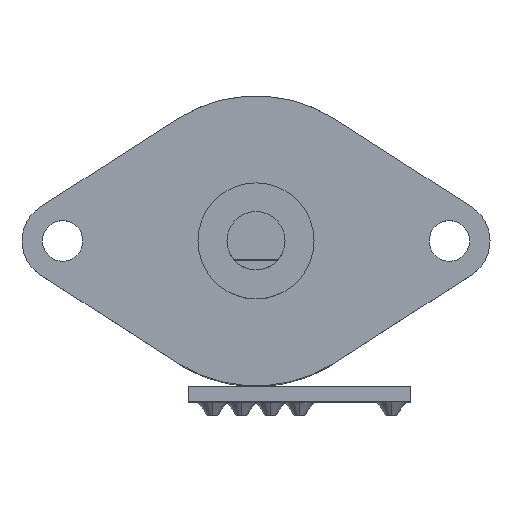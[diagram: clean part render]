
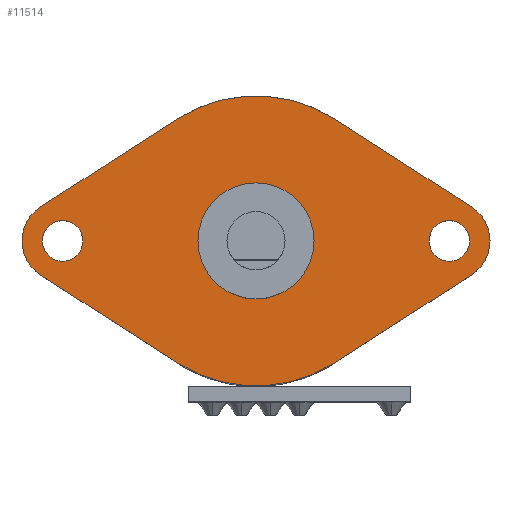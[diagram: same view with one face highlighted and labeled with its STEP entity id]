
A CAD part, top view. The second image highlights one B-rep face of the part: STEP entity #11514.
In plain terms, the highlighted planar face has unit normal (0, 0, 1).
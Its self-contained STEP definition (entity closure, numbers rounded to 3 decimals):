
#98 = EDGE_LOOP ( 'NONE', ( #362, #5009 ) ) ;
#105 = FACE_BOUND ( 'NONE', #928, .T. ) ;
#146 = CARTESIAN_POINT ( 'NONE',  ( -4.05, -6.312, 24. ) ) ;
#211 = DIRECTION ( 'NONE',  ( 1., 0., 0. ) ) ;
#313 = FACE_OUTER_BOUND ( 'NONE', #12476, .T. ) ;
#362 = ORIENTED_EDGE ( 'NONE', *, *, #7554, .F. ) ;
#406 = CARTESIAN_POINT ( 'NONE',  ( 11.134, -1.767, 24. ) ) ;
#420 = CARTESIAN_POINT ( 'NONE',  ( 10., 0., 24. ) ) ;
#500 = VERTEX_POINT ( 'NONE', #2944 ) ;
#558 = EDGE_CURVE ( 'NONE', #11909, #815, #8883, .T. ) ;
#815 = VERTEX_POINT ( 'NONE', #4011 ) ;
#928 = EDGE_LOOP ( 'NONE', ( #13443, #11869 ) ) ;
#947 = CARTESIAN_POINT ( 'NONE',  ( 4.05, 6.312, 24. ) ) ;
#992 = DIRECTION ( 'NONE',  ( 1., 0., 0. ) ) ;
#1036 = CARTESIAN_POINT ( 'NONE',  ( 4.05, 6.312, 24. ) ) ;
#1087 = AXIS2_PLACEMENT_3D ( 'NONE', #14041, #5477, #5427 ) ;
#1275 = VECTOR ( 'NONE', #3592, 1000. ) ;
#1378 = VERTEX_POINT ( 'NONE', #9183 ) ;
#1412 = VERTEX_POINT ( 'NONE', #9273 ) ;
#1587 = EDGE_CURVE ( 'NONE', #12126, #5137, #8365, .T. ) ;
#1667 = DIRECTION ( 'NONE',  ( 0., 0., 1. ) ) ;
#2199 = AXIS2_PLACEMENT_3D ( 'NONE', #10803, #7014, #3366 ) ;
#2213 = CARTESIAN_POINT ( 'NONE',  ( -3., 0., 24. ) ) ;
#2272 = DIRECTION ( 'NONE',  ( 0., 0., -1. ) ) ;
#2656 = VERTEX_POINT ( 'NONE', #14433 ) ;
#2684 = CIRCLE ( 'NONE', #1087, 3. ) ;
#2711 = ORIENTED_EDGE ( 'NONE', *, *, #6214, .T. ) ;
#2734 = DIRECTION ( 'NONE',  ( 0.842, -0.54, 0. ) ) ;
#2823 = FACE_BOUND ( 'NONE', #15615, .T. ) ;
#2944 = CARTESIAN_POINT ( 'NONE',  ( -4.05, 6.312, 24. ) ) ;
#3150 = EDGE_CURVE ( 'NONE', #7336, #10600, #5045, .T. ) ;
#3235 = ORIENTED_EDGE ( 'NONE', *, *, #14207, .T. ) ;
#3366 = DIRECTION ( 'NONE',  ( 1., 0., 0. ) ) ;
#3461 = CARTESIAN_POINT ( 'NONE',  ( 4.05, -6.312, 24. ) ) ;
#3592 = DIRECTION ( 'NONE',  ( -0.842, -0.54, 0. ) ) ;
#3776 = CIRCLE ( 'NONE', #6751, 1.05 ) ;
#3967 = DIRECTION ( 'NONE',  ( -1., 0., 0. ) ) ;
#3978 = DIRECTION ( 'NONE',  ( 0., 0., 1. ) ) ;
#4011 = CARTESIAN_POINT ( 'NONE',  ( 11.05, 0., 24. ) ) ;
#4472 = DIRECTION ( 'NONE',  ( 0., 0., 1. ) ) ;
#4610 = VERTEX_POINT ( 'NONE', #2213 ) ;
#4692 = DIRECTION ( 'NONE',  ( -1., 0., 0. ) ) ;
#4863 = EDGE_CURVE ( 'NONE', #4610, #4907, #2684, .T. ) ;
#4907 = VERTEX_POINT ( 'NONE', #12776 ) ;
#5009 = ORIENTED_EDGE ( 'NONE', *, *, #558, .F. ) ;
#5045 = CIRCLE ( 'NONE', #10595, 1.05 ) ;
#5071 = DIRECTION ( 'NONE',  ( 0., 0., 1. ) ) ;
#5137 = VERTEX_POINT ( 'NONE', #947 ) ;
#5234 = CARTESIAN_POINT ( 'NONE',  ( -10., 0., 24. ) ) ;
#5389 = DIRECTION ( 'NONE',  ( 1., 0., 0. ) ) ;
#5427 = DIRECTION ( 'NONE',  ( -1., 0., 0. ) ) ;
#5477 = DIRECTION ( 'NONE',  ( 0., 0., -1. ) ) ;
#5583 = EDGE_CURVE ( 'NONE', #10600, #7336, #3776, .T. ) ;
#5603 = VECTOR ( 'NONE', #2734, 1000. ) ;
#5641 = VECTOR ( 'NONE', #13147, 1000. ) ;
#5748 = ORIENTED_EDGE ( 'NONE', *, *, #4863, .T. ) ;
#5839 = LINE ( 'NONE', #11923, #5641 ) ;
#5852 = DIRECTION ( 'NONE',  ( -1., 0., 0. ) ) ;
#5881 = DIRECTION ( 'NONE',  ( -0.842, 0.54, 0. ) ) ;
#6078 = CARTESIAN_POINT ( 'NONE',  ( 10., 0., 24. ) ) ;
#6110 = DIRECTION ( 'NONE',  ( -1., 0., 0. ) ) ;
#6129 = CARTESIAN_POINT ( 'NONE',  ( -11.134, -1.767, 24. ) ) ;
#6136 = ORIENTED_EDGE ( 'NONE', *, *, #10346, .T. ) ;
#6214 = EDGE_CURVE ( 'NONE', #12366, #13416, #5839, .T. ) ;
#6225 = PLANE ( 'NONE',  #13053 ) ;
#6646 = FACE_BOUND ( 'NONE', #98, .T. ) ;
#6751 = AXIS2_PLACEMENT_3D ( 'NONE', #5234, #3978, #5389 ) ;
#7014 = DIRECTION ( 'NONE',  ( 0., 0., 1. ) ) ;
#7336 = VERTEX_POINT ( 'NONE', #14888 ) ;
#7352 = EDGE_CURVE ( 'NONE', #9793, #2656, #12370, .T. ) ;
#7472 = CIRCLE ( 'NONE', #11976, 1.05 ) ;
#7520 = CIRCLE ( 'NONE', #15202, 7.5 ) ;
#7554 = EDGE_CURVE ( 'NONE', #815, #11909, #7472, .T. ) ;
#7635 = LINE ( 'NONE', #14885, #1275 ) ;
#7728 = AXIS2_PLACEMENT_3D ( 'NONE', #10900, #10841, #4692 ) ;
#7851 = CARTESIAN_POINT ( 'NONE',  ( -11.05, 0., 24. ) ) ;
#8165 = EDGE_CURVE ( 'NONE', #500, #1412, #7635, .T. ) ;
#8348 = CARTESIAN_POINT ( 'NONE',  ( 0., 0., 24. ) ) ;
#8365 = LINE ( 'NONE', #1036, #15375 ) ;
#8366 = DIRECTION ( 'NONE',  ( 0., 0., 1. ) ) ;
#8733 = CARTESIAN_POINT ( 'NONE',  ( 8.95, 0., 24. ) ) ;
#8738 = CARTESIAN_POINT ( 'NONE',  ( 0., 0., 24. ) ) ;
#8883 = CIRCLE ( 'NONE', #2199, 1.05 ) ;
#8982 = ORIENTED_EDGE ( 'NONE', *, *, #13323, .F. ) ;
#8984 = EDGE_CURVE ( 'NONE', #4907, #4610, #11063, .T. ) ;
#9183 = CARTESIAN_POINT ( 'NONE',  ( 12.1, 0., 24. ) ) ;
#9211 = EDGE_CURVE ( 'NONE', #13416, #1378, #11223, .T. ) ;
#9245 = CIRCLE ( 'NONE', #10656, 2.1 ) ;
#9273 = CARTESIAN_POINT ( 'NONE',  ( -11.134, 1.767, 24. ) ) ;
#9489 = AXIS2_PLACEMENT_3D ( 'NONE', #11330, #5071, #3967 ) ;
#9754 = ORIENTED_EDGE ( 'NONE', *, *, #12745, .F. ) ;
#9793 = VERTEX_POINT ( 'NONE', #6129 ) ;
#10240 = DIRECTION ( 'NONE',  ( -1., 0., 0. ) ) ;
#10346 = EDGE_CURVE ( 'NONE', #1412, #9793, #9245, .T. ) ;
#10595 = AXIS2_PLACEMENT_3D ( 'NONE', #12104, #8366, #992 ) ;
#10600 = VERTEX_POINT ( 'NONE', #7851 ) ;
#10656 = AXIS2_PLACEMENT_3D ( 'NONE', #10662, #4472, #5852 ) ;
#10662 = CARTESIAN_POINT ( 'NONE',  ( -10., 0., 24. ) ) ;
#10803 = CARTESIAN_POINT ( 'NONE',  ( 10., 0., 24. ) ) ;
#10841 = DIRECTION ( 'NONE',  ( 0., 0., -1. ) ) ;
#10900 = CARTESIAN_POINT ( 'NONE',  ( 0., 0., 24. ) ) ;
#11063 = CIRCLE ( 'NONE', #7728, 3. ) ;
#11171 = CIRCLE ( 'NONE', #11445, 7.5 ) ;
#11223 = CIRCLE ( 'NONE', #9489, 2.1 ) ;
#11330 = CARTESIAN_POINT ( 'NONE',  ( 10., 0., 24. ) ) ;
#11445 = AXIS2_PLACEMENT_3D ( 'NONE', #8738, #13477, #6110 ) ;
#11514 = ADVANCED_FACE ( 'NONE', ( #2823, #313, #6646, #105 ), #6225, .T. ) ;
#11799 = CARTESIAN_POINT ( 'NONE',  ( 11.134, 1.767, 24. ) ) ;
#11869 = ORIENTED_EDGE ( 'NONE', *, *, #5583, .F. ) ;
#11909 = VERTEX_POINT ( 'NONE', #8733 ) ;
#11923 = CARTESIAN_POINT ( 'NONE',  ( 11.134, -1.767, 24. ) ) ;
#11976 = AXIS2_PLACEMENT_3D ( 'NONE', #6078, #14742, #14852 ) ;
#12104 = CARTESIAN_POINT ( 'NONE',  ( -10., 0., 24. ) ) ;
#12126 = VERTEX_POINT ( 'NONE', #11799 ) ;
#12270 = CIRCLE ( 'NONE', #14358, 2.1 ) ;
#12366 = VERTEX_POINT ( 'NONE', #3461 ) ;
#12370 = LINE ( 'NONE', #146, #5603 ) ;
#12476 = EDGE_LOOP ( 'NONE', ( #9754, #14251, #6136, #15794, #8982, #2711, #14191, #3235, #12490 ) ) ;
#12490 = ORIENTED_EDGE ( 'NONE', *, *, #1587, .T. ) ;
#12745 = EDGE_CURVE ( 'NONE', #500, #5137, #7520, .T. ) ;
#12776 = CARTESIAN_POINT ( 'NONE',  ( 3., 0., 24. ) ) ;
#13053 = AXIS2_PLACEMENT_3D ( 'NONE', #13673, #14895, #211 ) ;
#13147 = DIRECTION ( 'NONE',  ( 0.842, 0.54, 0. ) ) ;
#13323 = EDGE_CURVE ( 'NONE', #12366, #2656, #11171, .T. ) ;
#13416 = VERTEX_POINT ( 'NONE', #406 ) ;
#13443 = ORIENTED_EDGE ( 'NONE', *, *, #3150, .F. ) ;
#13477 = DIRECTION ( 'NONE',  ( 0., 0., -1. ) ) ;
#13673 = CARTESIAN_POINT ( 'NONE',  ( -7.5, 0., 24. ) ) ;
#14041 = CARTESIAN_POINT ( 'NONE',  ( 0., 0., 24. ) ) ;
#14191 = ORIENTED_EDGE ( 'NONE', *, *, #9211, .T. ) ;
#14207 = EDGE_CURVE ( 'NONE', #1378, #12126, #12270, .T. ) ;
#14251 = ORIENTED_EDGE ( 'NONE', *, *, #8165, .T. ) ;
#14358 = AXIS2_PLACEMENT_3D ( 'NONE', #420, #1667, #10240 ) ;
#14433 = CARTESIAN_POINT ( 'NONE',  ( -4.05, -6.312, 24. ) ) ;
#14543 = DIRECTION ( 'NONE',  ( -1., 0., 0. ) ) ;
#14742 = DIRECTION ( 'NONE',  ( 0., 0., 1. ) ) ;
#14852 = DIRECTION ( 'NONE',  ( 1., 0., 0. ) ) ;
#14885 = CARTESIAN_POINT ( 'NONE',  ( -4.05, 6.312, 24. ) ) ;
#14888 = CARTESIAN_POINT ( 'NONE',  ( -8.95, 0., 24. ) ) ;
#14895 = DIRECTION ( 'NONE',  ( 0., 0., 1. ) ) ;
#15202 = AXIS2_PLACEMENT_3D ( 'NONE', #8348, #2272, #14543 ) ;
#15375 = VECTOR ( 'NONE', #5881, 1000. ) ;
#15430 = ORIENTED_EDGE ( 'NONE', *, *, #8984, .T. ) ;
#15615 = EDGE_LOOP ( 'NONE', ( #5748, #15430 ) ) ;
#15794 = ORIENTED_EDGE ( 'NONE', *, *, #7352, .T. ) ;
